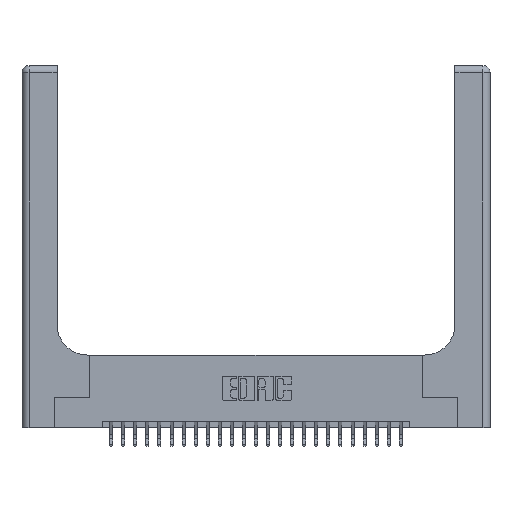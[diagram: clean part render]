
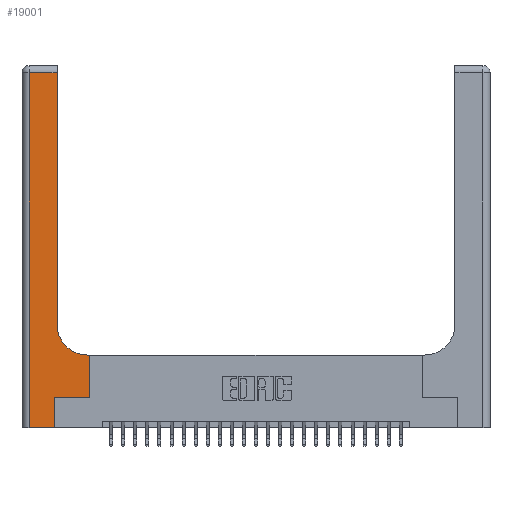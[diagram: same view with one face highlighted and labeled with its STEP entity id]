
A CAD part, top view. The second image highlights one B-rep face of the part: STEP entity #19001.
In plain terms, the highlighted planar face has unit normal (0, 0, 1).
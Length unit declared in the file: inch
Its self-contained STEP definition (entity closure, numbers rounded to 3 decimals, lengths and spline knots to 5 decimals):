
#2 = EDGE_CURVE ( 'NONE', #11729, #8460, #9555, .T. ) ;
#966 = DIRECTION ( 'NONE',  ( -1., 0., 0. ) ) ;
#1322 = ORIENTED_EDGE ( 'NONE', *, *, #12786, .T. ) ;
#1486 = VECTOR ( 'NONE', #6703, 39.37008 ) ;
#1743 = CARTESIAN_POINT ( 'NONE',  ( 0.269, 0., 0.37 ) ) ;
#1992 = EDGE_CURVE ( 'NONE', #18114, #17804, #13395, .T. ) ;
#2232 = CARTESIAN_POINT ( 'NONE',  ( 0.5415, 0.85, 0.37 ) ) ;
#2543 = CARTESIAN_POINT ( 'NONE',  ( 0.269, 0., 0.37 ) ) ;
#2671 = CARTESIAN_POINT ( 'NONE',  ( 0.269, 0.25, 0.37 ) ) ;
#2782 = VECTOR ( 'NONE', #7793, 39.37008 ) ;
#4906 = VERTEX_POINT ( 'NONE', #12363 ) ;
#5118 = VECTOR ( 'NONE', #17272, 39.37008 ) ;
#5969 = CARTESIAN_POINT ( 'NONE',  ( 0.5585, 0.6, 0.37 ) ) ;
#6008 = DIRECTION ( 'NONE',  ( 0., 1., 0. ) ) ;
#6703 = DIRECTION ( 'NONE',  ( 0., 1., 0. ) ) ;
#6770 = AXIS2_PLACEMENT_3D ( 'NONE', #13478, #7257, #966 ) ;
#7246 = CARTESIAN_POINT ( 'NONE',  ( 0.2915, 0.6, 0.37 ) ) ;
#7257 = DIRECTION ( 'NONE',  ( 0., 0., -1. ) ) ;
#7320 = ORIENTED_EDGE ( 'NONE', *, *, #15311, .T. ) ;
#7616 = CARTESIAN_POINT ( 'NONE',  ( 0.2915, 2.94, 0.37 ) ) ;
#7695 = EDGE_CURVE ( 'NONE', #17804, #17800, #16703, .T. ) ;
#7793 = DIRECTION ( 'NONE',  ( 1., 0., 0. ) ) ;
#8200 = CARTESIAN_POINT ( 'NONE',  ( 0.2915, 3., 0.37 ) ) ;
#8460 = VERTEX_POINT ( 'NONE', #25434 ) ;
#8473 = CARTESIAN_POINT ( 'NONE',  ( 0.06, 3., 0.37 ) ) ;
#9075 = ORIENTED_EDGE ( 'NONE', *, *, #23174, .T. ) ;
#9189 = PLANE ( 'NONE',  #6770 ) ;
#9555 = LINE ( 'NONE', #7246, #12541 ) ;
#9599 = ORIENTED_EDGE ( 'NONE', *, *, #12538, .T. ) ;
#9733 = VERTEX_POINT ( 'NONE', #15359 ) ;
#10410 = LINE ( 'NONE', #17445, #5118 ) ;
#10752 = DIRECTION ( 'NONE',  ( 0., 0., -1. ) ) ;
#11729 = VERTEX_POINT ( 'NONE', #5969 ) ;
#11874 = LINE ( 'NONE', #16076, #22407 ) ;
#12363 = CARTESIAN_POINT ( 'NONE',  ( 0.06, 2.94, 0.37 ) ) ;
#12463 = FACE_OUTER_BOUND ( 'NONE', #26873, .T. ) ;
#12538 = EDGE_CURVE ( 'NONE', #17800, #9733, #18545, .T. ) ;
#12541 = VECTOR ( 'NONE', #13933, 39.37008 ) ;
#12786 = EDGE_CURVE ( 'NONE', #15197, #27303, #13958, .T. ) ;
#13395 = LINE ( 'NONE', #15750, #2782 ) ;
#13478 = CARTESIAN_POINT ( 'NONE',  ( 0., 3., 0.37 ) ) ;
#13923 = ORIENTED_EDGE ( 'NONE', *, *, #1992, .T. ) ;
#13931 = VECTOR ( 'NONE', #17048, 39.37008 ) ;
#13933 = DIRECTION ( 'NONE',  ( -1., 0., 0. ) ) ;
#13958 = LINE ( 'NONE', #8200, #16245 ) ;
#14197 = EDGE_CURVE ( 'NONE', #9733, #11729, #11874, .T. ) ;
#14436 = CARTESIAN_POINT ( 'NONE',  ( 0.269, 0.25, 0.37 ) ) ;
#15197 = VERTEX_POINT ( 'NONE', #20594 ) ;
#15311 = EDGE_CURVE ( 'NONE', #8460, #15197, #17539, .T. ) ;
#15359 = CARTESIAN_POINT ( 'NONE',  ( 0.5585, 0.25, 0.37 ) ) ;
#15750 = CARTESIAN_POINT ( 'NONE',  ( 0., 0., 0.37 ) ) ;
#15927 = VECTOR ( 'NONE', #21269, 39.37008 ) ;
#16076 = CARTESIAN_POINT ( 'NONE',  ( 0.5585, 0.25, 0.37 ) ) ;
#16245 = VECTOR ( 'NONE', #6008, 39.37008 ) ;
#16703 = LINE ( 'NONE', #2543, #1486 ) ;
#17048 = DIRECTION ( 'NONE',  ( 0., -1., 0. ) ) ;
#17272 = DIRECTION ( 'NONE',  ( -1., 0., 0. ) ) ;
#17445 = CARTESIAN_POINT ( 'NONE',  ( 0., 2.94, 0.37 ) ) ;
#17539 = CIRCLE ( 'NONE', #23488, 0.25 ) ;
#17612 = ORIENTED_EDGE ( 'NONE', *, *, #7695, .T. ) ;
#17765 = CARTESIAN_POINT ( 'NONE',  ( 0.06, 0., 0.37 ) ) ;
#17800 = VERTEX_POINT ( 'NONE', #14436 ) ;
#17804 = VERTEX_POINT ( 'NONE', #1743 ) ;
#18114 = VERTEX_POINT ( 'NONE', #17765 ) ;
#18545 = LINE ( 'NONE', #2671, #15927 ) ;
#18774 = DIRECTION ( 'NONE',  ( 1., 0., 0. ) ) ;
#18983 = ORIENTED_EDGE ( 'NONE', *, *, #14197, .T. ) ;
#19001 = ADVANCED_FACE ( 'NONE', ( #12463 ), #9189, .F. ) ;
#19587 = EDGE_CURVE ( 'NONE', #27303, #4906, #10410, .T. ) ;
#19797 = LINE ( 'NONE', #8473, #13931 ) ;
#20594 = CARTESIAN_POINT ( 'NONE',  ( 0.2915, 0.85, 0.37 ) ) ;
#21269 = DIRECTION ( 'NONE',  ( 1., 0., 0. ) ) ;
#21935 = ORIENTED_EDGE ( 'NONE', *, *, #2, .T. ) ;
#22407 = VECTOR ( 'NONE', #26462, 39.37008 ) ;
#22824 = ORIENTED_EDGE ( 'NONE', *, *, #19587, .T. ) ;
#23174 = EDGE_CURVE ( 'NONE', #4906, #18114, #19797, .T. ) ;
#23488 = AXIS2_PLACEMENT_3D ( 'NONE', #2232, #10752, #18774 ) ;
#25434 = CARTESIAN_POINT ( 'NONE',  ( 0.5415, 0.6, 0.37 ) ) ;
#26462 = DIRECTION ( 'NONE',  ( 0., 1., 0. ) ) ;
#26873 = EDGE_LOOP ( 'NONE', ( #1322, #22824, #9075, #13923, #17612, #9599, #18983, #21935, #7320 ) ) ;
#27303 = VERTEX_POINT ( 'NONE', #7616 ) ;
